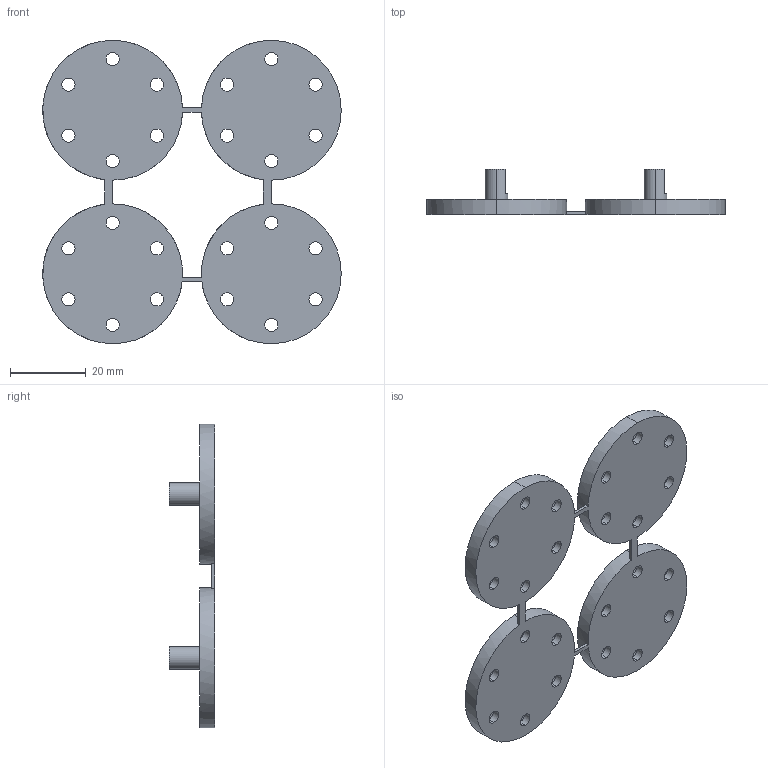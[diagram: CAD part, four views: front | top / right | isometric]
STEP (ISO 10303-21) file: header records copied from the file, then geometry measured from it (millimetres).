
FILE_DESCRIPTION (( 'STEP AP203' ), '1' );
FILE_NAME ('ƴ2.STEP', '2024-12-22T09:18:27', ( '' ), ( '' ), 'SwSTEP 2.0', 'SolidWorks 2022', '' );
FILE_SCHEMA (( 'CONFIG_CONTROL_DESIGN' ));
Length unit declared in the file: millimetre
Products named in the file (1): ƴ2
Bounding box: 79 x 12 x 80.3 mm (x, y, z)
Volume: 16488.8 mm3; surface area: 12055.5 mm2
Topology: 1 solids, 1 shells, 165 faces, 404 edges, 268 vertices
Faces by surface type: cylinder 112, plane 53
Entity records: 5167 total; most frequent: DIRECTION 980, CARTESIAN_POINT 838, ORIENTED_EDGE 808, AXIS2_PLACEMENT_3D 410, EDGE_CURVE 404, VERTEX_POINT 268, CIRCLE 244, EDGE_LOOP 242
